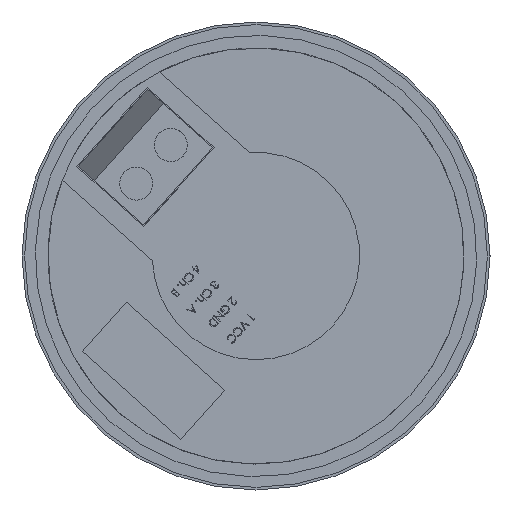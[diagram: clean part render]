
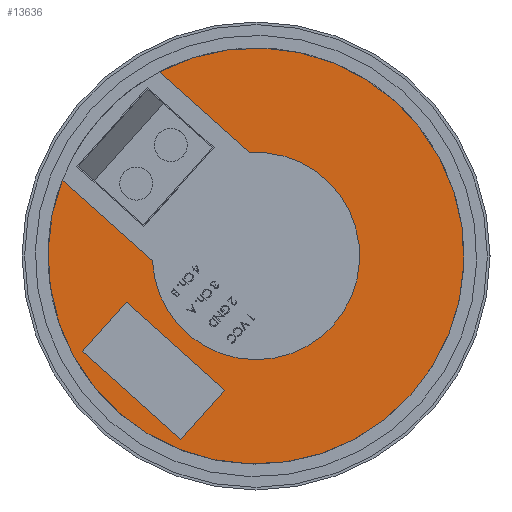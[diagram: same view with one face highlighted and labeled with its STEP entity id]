
A CAD part, left-side view. The second image highlights one B-rep face of the part: STEP entity #13636.
In plain terms, the highlighted face is planar.
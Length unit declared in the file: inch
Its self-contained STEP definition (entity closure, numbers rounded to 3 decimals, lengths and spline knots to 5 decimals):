
#301 = DIRECTION ( 'NONE',  ( 0., 1., 0. ) ) ;
#482 = DIRECTION ( 'NONE',  ( 0., 0., -1. ) ) ;
#721 = CARTESIAN_POINT ( 'NONE',  ( 0.4575, 0.6415, 0.25 ) ) ;
#791 = DIRECTION ( 'NONE',  ( 0., 1., 0. ) ) ;
#1451 = CARTESIAN_POINT ( 'NONE',  ( 0.7075, 0.6415, 0.25 ) ) ;
#1516 = ORIENTED_EDGE ( 'NONE', *, *, #21426, .F. ) ;
#1690 = DIRECTION ( 'NONE',  ( 0., 0., 1. ) ) ;
#1865 = CARTESIAN_POINT ( 'NONE',  ( 0.4575, 0.6415, 0.25 ) ) ;
#2218 = EDGE_CURVE ( 'NONE', #20973, #20118, #8525, .T. ) ;
#2368 = ORIENTED_EDGE ( 'NONE', *, *, #20181, .F. ) ;
#2645 = VERTEX_POINT ( 'NONE', #1451 ) ;
#2682 = DIRECTION ( 'NONE',  ( 0., 0., -1. ) ) ;
#2909 = EDGE_CURVE ( 'NONE', #11431, #3780, #20329, .T. ) ;
#3171 = PLANE ( 'NONE',  #25705 ) ;
#3560 = EDGE_CURVE ( 'NONE', #23443, #20973, #9748, .T. ) ;
#3780 = VERTEX_POINT ( 'NONE', #7854 ) ;
#4249 = ORIENTED_EDGE ( 'NONE', *, *, #9800, .T. ) ;
#4295 = ORIENTED_EDGE ( 'NONE', *, *, #2909, .T. ) ;
#4353 = ORIENTED_EDGE ( 'NONE', *, *, #3560, .F. ) ;
#5189 = LINE ( 'NONE', #22407, #25586 ) ;
#5529 = DIRECTION ( 'NONE',  ( 0., 1., 0. ) ) ;
#6127 = VECTOR ( 'NONE', #20239, 39.37008 ) ;
#6314 = ORIENTED_EDGE ( 'NONE', *, *, #2218, .F. ) ;
#6663 = AXIS2_PLACEMENT_3D ( 'NONE', #11464, #24997, #13471 ) ;
#7755 = CARTESIAN_POINT ( 'NONE',  ( 0.275, 0.6415, 0.28006 ) ) ;
#7854 = CARTESIAN_POINT ( 'NONE',  ( -0.275, 0.6415, 0.73792 ) ) ;
#8464 = ORIENTED_EDGE ( 'NONE', *, *, #22710, .F. ) ;
#8525 = CIRCLE ( 'NONE', #11594, 0.3925 ) ;
#9340 = LINE ( 'NONE', #22361, #10678 ) ;
#9349 = CARTESIAN_POINT ( 'NONE',  ( 0., 0.6415, -0.7875 ) ) ;
#9449 = VECTOR ( 'NONE', #9799, 39.37008 ) ;
#9748 = LINE ( 'NONE', #12657, #24729 ) ;
#9800 = EDGE_CURVE ( 'NONE', #23443, #11431, #18922, .T. ) ;
#9799 = DIRECTION ( 'NONE',  ( -1., 0., 0. ) ) ;
#10678 = VECTOR ( 'NONE', #12692, 39.37008 ) ;
#11413 = EDGE_CURVE ( 'NONE', #20118, #13751, #20928, .T. ) ;
#11431 = VERTEX_POINT ( 'NONE', #9349 ) ;
#11464 = CARTESIAN_POINT ( 'NONE',  ( 0., 0.6415, 0. ) ) ;
#11594 = AXIS2_PLACEMENT_3D ( 'NONE', #25389, #13863, #1690 ) ;
#12169 = VERTEX_POINT ( 'NONE', #18059 ) ;
#12482 = CARTESIAN_POINT ( 'NONE',  ( 0., 0.6415, 0. ) ) ;
#12657 = CARTESIAN_POINT ( 'NONE',  ( 0.275, 0.6415, 0.28006 ) ) ;
#12692 = DIRECTION ( 'NONE',  ( 0., 0., 1. ) ) ;
#12966 = CARTESIAN_POINT ( 'NONE',  ( 0., 0.6415, 0. ) ) ;
#13469 = CARTESIAN_POINT ( 'NONE',  ( 0.275, 0.6415, 0.73792 ) ) ;
#13471 = DIRECTION ( 'NONE',  ( 0., 0., 1. ) ) ;
#13636 = ADVANCED_FACE ( 'NONE', ( #15033, #25242 ), #3171, .T. ) ;
#13694 = AXIS2_PLACEMENT_3D ( 'NONE', #12966, #791, #14973 ) ;
#13751 = VERTEX_POINT ( 'NONE', #17965 ) ;
#13863 = DIRECTION ( 'NONE',  ( 0., 1., 0. ) ) ;
#14212 = VERTEX_POINT ( 'NONE', #23841 ) ;
#14489 = DIRECTION ( 'NONE',  ( 0., 0., 1. ) ) ;
#14641 = VERTEX_POINT ( 'NONE', #1865 ) ;
#14973 = DIRECTION ( 'NONE',  ( 0., 0., 1. ) ) ;
#15033 = FACE_BOUND ( 'NONE', #16239, .T. ) ;
#16239 = EDGE_LOOP ( 'NONE', ( #2368, #1516, #8464, #21619 ) ) ;
#16884 = LINE ( 'NONE', #721, #6127 ) ;
#17382 = AXIS2_PLACEMENT_3D ( 'NONE', #12482, #301, #14489 ) ;
#17615 = CARTESIAN_POINT ( 'NONE',  ( 0., 0.6415, 0. ) ) ;
#17965 = CARTESIAN_POINT ( 'NONE',  ( -0.275, 0.6415, 0.28006 ) ) ;
#18059 = CARTESIAN_POINT ( 'NONE',  ( 0.4575, 0.6415, -0.25 ) ) ;
#18922 = CIRCLE ( 'NONE', #13694, 0.7875 ) ;
#19575 = DIRECTION ( 'NONE',  ( 0., 0., 1. ) ) ;
#19684 = CARTESIAN_POINT ( 'NONE',  ( 0.4575, 0.6415, -0.25 ) ) ;
#19693 = LINE ( 'NONE', #21384, #24156 ) ;
#20008 = LINE ( 'NONE', #19684, #9449 ) ;
#20118 = VERTEX_POINT ( 'NONE', #20521 ) ;
#20181 = EDGE_CURVE ( 'NONE', #2645, #14212, #5189, .T. ) ;
#20239 = DIRECTION ( 'NONE',  ( 1., 0., 0. ) ) ;
#20329 = CIRCLE ( 'NONE', #17382, 0.7875 ) ;
#20521 = CARTESIAN_POINT ( 'NONE',  ( 0., 0.6415, -0.3925 ) ) ;
#20928 = CIRCLE ( 'NONE', #6663, 0.3925 ) ;
#20973 = VERTEX_POINT ( 'NONE', #7755 ) ;
#21193 = ORIENTED_EDGE ( 'NONE', *, *, #25258, .F. ) ;
#21384 = CARTESIAN_POINT ( 'NONE',  ( -0.275, 0.6415, 0.28006 ) ) ;
#21426 = EDGE_CURVE ( 'NONE', #14641, #2645, #16884, .T. ) ;
#21619 = ORIENTED_EDGE ( 'NONE', *, *, #23998, .F. ) ;
#21640 = EDGE_LOOP ( 'NONE', ( #21193, #25459, #6314, #4353, #4249, #4295 ) ) ;
#22361 = CARTESIAN_POINT ( 'NONE',  ( 0.4575, 0.6415, -0.25 ) ) ;
#22407 = CARTESIAN_POINT ( 'NONE',  ( 0.7075, 0.6415, -0.25 ) ) ;
#22710 = EDGE_CURVE ( 'NONE', #12169, #14641, #9340, .T. ) ;
#23299 = DIRECTION ( 'NONE',  ( 0., 0., 1. ) ) ;
#23443 = VERTEX_POINT ( 'NONE', #13469 ) ;
#23841 = CARTESIAN_POINT ( 'NONE',  ( 0.7075, 0.6415, -0.25 ) ) ;
#23998 = EDGE_CURVE ( 'NONE', #14212, #12169, #20008, .T. ) ;
#24156 = VECTOR ( 'NONE', #23299, 39.37008 ) ;
#24729 = VECTOR ( 'NONE', #482, 39.37008 ) ;
#24997 = DIRECTION ( 'NONE',  ( 0., 1., 0. ) ) ;
#25242 = FACE_OUTER_BOUND ( 'NONE', #21640, .T. ) ;
#25258 = EDGE_CURVE ( 'NONE', #13751, #3780, #19693, .T. ) ;
#25389 = CARTESIAN_POINT ( 'NONE',  ( 0., 0.6415, 0. ) ) ;
#25459 = ORIENTED_EDGE ( 'NONE', *, *, #11413, .F. ) ;
#25586 = VECTOR ( 'NONE', #2682, 39.37008 ) ;
#25705 = AXIS2_PLACEMENT_3D ( 'NONE', #17615, #5529, #19575 ) ;
